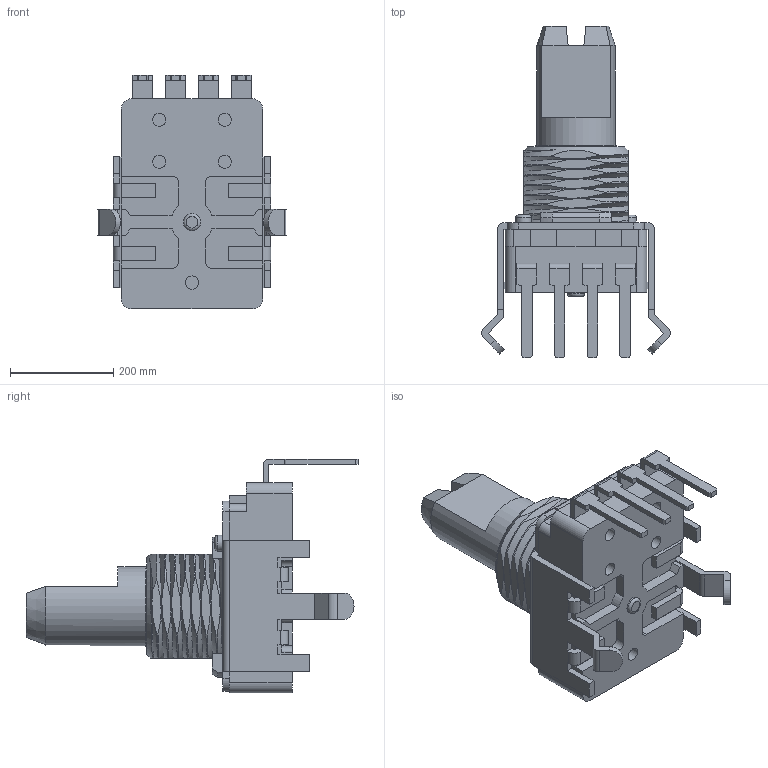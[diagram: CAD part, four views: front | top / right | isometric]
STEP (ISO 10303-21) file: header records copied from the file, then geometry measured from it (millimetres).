
FILE_DESCRIPTION(/* description */ (''),/* implementation_level */ '2;1');
FILE_NAME(/* name */ 'bourns PTV111-3415A.step',/* time_stamp */ '2022-03-19T16:35:43+00:00',/* author */ (''),/* organization */ (''),/* preprocessor_version */ 'ST-DEVELOPER v18.1',/* originating_system */ 'Autodesk Translation Framework v10.13.0.1454',/* authorisation */ '');
FILE_SCHEMA (('AUTOMOTIVE_DESIGN { 1 0 10303 214 3 1 1 }'));
Length unit declared in the file: inch
Products named in the file (1): bourns PTV111-3415A
Bounding box: 365.66 x 642.62 x 452.12 mm (x, y, z)
Volume: 23730701.7 mm3; surface area: 961549.8 mm2
Topology: 1 solids, 1 shells, 338 faces, 954 edges, 621 vertices
Faces by surface type: plane 235, cylinder 85, cone 8, bspline 7, torus 3
Full cylindrical faces by diameter (mm): 25.4 x5, 27.94 x2, 30.48 x2, 33.02 x1, 152.4 x1, 154.94 x1
Entity records: 14552 total; most frequent: CARTESIAN_POINT 5905, ORIENTED_EDGE 1908, DIRECTION 1578, EDGE_CURVE 954, LINE 642, VECTOR 642, VERTEX_POINT 621, AXIS2_PLACEMENT_3D 468
